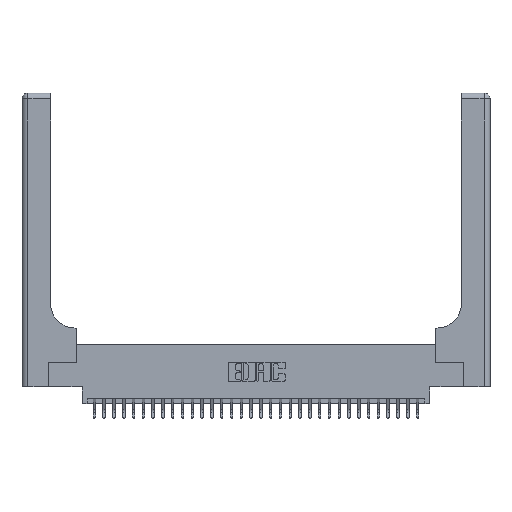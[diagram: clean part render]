
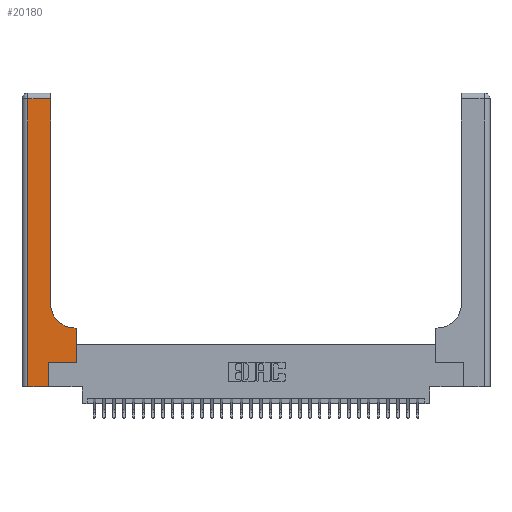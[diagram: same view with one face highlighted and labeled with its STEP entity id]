
A CAD part, top view. The second image highlights one B-rep face of the part: STEP entity #20180.
In plain terms, the highlighted planar face has unit normal (0, 0, 1).
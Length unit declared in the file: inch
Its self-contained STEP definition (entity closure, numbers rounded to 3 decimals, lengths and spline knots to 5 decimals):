
#792 = ORIENTED_EDGE ( 'NONE', *, *, #9378, .T. ) ;
#991 = ORIENTED_EDGE ( 'NONE', *, *, #19175, .T. ) ;
#1183 = VERTEX_POINT ( 'NONE', #11903 ) ;
#1226 = DIRECTION ( 'NONE',  ( 0., 0., -1. ) ) ;
#1516 = CARTESIAN_POINT ( 'NONE',  ( 0.5415, 0.85, 0.37 ) ) ;
#1607 = AXIS2_PLACEMENT_3D ( 'NONE', #1516, #12624, #22958 ) ;
#1610 = CARTESIAN_POINT ( 'NONE',  ( 0.2915, 0.6, 0.37 ) ) ;
#1852 = VECTOR ( 'NONE', #20742, 39.37008 ) ;
#2773 = ORIENTED_EDGE ( 'NONE', *, *, #26337, .T. ) ;
#3622 = PLANE ( 'NONE',  #21403 ) ;
#4248 = CARTESIAN_POINT ( 'NONE',  ( 0.269, 0., 0.37 ) ) ;
#4633 = CARTESIAN_POINT ( 'NONE',  ( 0.5585, 0.25, 0.37 ) ) ;
#4909 = CIRCLE ( 'NONE', #1607, 0.25 ) ;
#6092 = DIRECTION ( 'NONE',  ( -1., 0., 0. ) ) ;
#8232 = CARTESIAN_POINT ( 'NONE',  ( 0., 0., 0.37 ) ) ;
#8288 = DIRECTION ( 'NONE',  ( 1., 0., 0. ) ) ;
#9053 = EDGE_CURVE ( 'NONE', #18145, #11224, #15358, .T. ) ;
#9073 = VECTOR ( 'NONE', #26093, 39.37008 ) ;
#9345 = VERTEX_POINT ( 'NONE', #4248 ) ;
#9378 = EDGE_CURVE ( 'NONE', #28805, #18145, #4909, .T. ) ;
#10167 = EDGE_CURVE ( 'NONE', #10553, #9345, #26959, .T. ) ;
#10262 = LINE ( 'NONE', #4633, #27548 ) ;
#10492 = FACE_OUTER_BOUND ( 'NONE', #28193, .T. ) ;
#10553 = VERTEX_POINT ( 'NONE', #16276 ) ;
#11101 = LINE ( 'NONE', #28296, #1852 ) ;
#11224 = VERTEX_POINT ( 'NONE', #31550 ) ;
#11903 = CARTESIAN_POINT ( 'NONE',  ( 0.5585, 0.25, 0.37 ) ) ;
#12624 = DIRECTION ( 'NONE',  ( 0., 0., -1. ) ) ;
#13120 = CARTESIAN_POINT ( 'NONE',  ( 0.06, 2.94, 0.37 ) ) ;
#13707 = ORIENTED_EDGE ( 'NONE', *, *, #9053, .T. ) ;
#13914 = CARTESIAN_POINT ( 'NONE',  ( 0.2915, 0.85, 0.37 ) ) ;
#14301 = EDGE_CURVE ( 'NONE', #31719, #28805, #18210, .T. ) ;
#14315 = DIRECTION ( 'NONE',  ( -1., 0., 0. ) ) ;
#14322 = DIRECTION ( 'NONE',  ( 0., 1., 0. ) ) ;
#15358 = LINE ( 'NONE', #16020, #25818 ) ;
#15898 = LINE ( 'NONE', #23851, #9073 ) ;
#16020 = CARTESIAN_POINT ( 'NONE',  ( 0.2915, 3., 0.37 ) ) ;
#16276 = CARTESIAN_POINT ( 'NONE',  ( 0.06, 0., 0.37 ) ) ;
#16706 = EDGE_CURVE ( 'NONE', #11224, #32278, #11101, .T. ) ;
#16773 = VECTOR ( 'NONE', #8288, 39.37008 ) ;
#17675 = CARTESIAN_POINT ( 'NONE',  ( 0.269, 0.25, 0.37 ) ) ;
#17761 = EDGE_CURVE ( 'NONE', #1183, #31719, #10262, .T. ) ;
#18145 = VERTEX_POINT ( 'NONE', #13914 ) ;
#18210 = LINE ( 'NONE', #1610, #24688 ) ;
#18587 = CARTESIAN_POINT ( 'NONE',  ( 0.269, 0.25, 0.37 ) ) ;
#18650 = DIRECTION ( 'NONE',  ( 1., 0., 0. ) ) ;
#19175 = EDGE_CURVE ( 'NONE', #9345, #30574, #29894, .T. ) ;
#19368 = CARTESIAN_POINT ( 'NONE',  ( 0.269, 0., 0.37 ) ) ;
#19422 = VECTOR ( 'NONE', #14322, 39.37008 ) ;
#20079 = VECTOR ( 'NONE', #18650, 39.37008 ) ;
#20180 = ADVANCED_FACE ( 'NONE', ( #10492 ), #3622, .F. ) ;
#20742 = DIRECTION ( 'NONE',  ( -1., 0., 0. ) ) ;
#21285 = ORIENTED_EDGE ( 'NONE', *, *, #27086, .T. ) ;
#21403 = AXIS2_PLACEMENT_3D ( 'NONE', #31941, #1226, #6092 ) ;
#21699 = CARTESIAN_POINT ( 'NONE',  ( 0.5585, 0.6, 0.37 ) ) ;
#22651 = ORIENTED_EDGE ( 'NONE', *, *, #14301, .T. ) ;
#22697 = DIRECTION ( 'NONE',  ( 0., 1., 0. ) ) ;
#22958 = DIRECTION ( 'NONE',  ( 1., 0., 0. ) ) ;
#23189 = LINE ( 'NONE', #18587, #16773 ) ;
#23851 = CARTESIAN_POINT ( 'NONE',  ( 0.06, 3., 0.37 ) ) ;
#24688 = VECTOR ( 'NONE', #14315, 39.37008 ) ;
#25818 = VECTOR ( 'NONE', #26158, 39.37008 ) ;
#26093 = DIRECTION ( 'NONE',  ( 0., -1., 0. ) ) ;
#26158 = DIRECTION ( 'NONE',  ( 0., 1., 0. ) ) ;
#26337 = EDGE_CURVE ( 'NONE', #30574, #1183, #23189, .T. ) ;
#26959 = LINE ( 'NONE', #8232, #20079 ) ;
#27086 = EDGE_CURVE ( 'NONE', #32278, #10553, #15898, .T. ) ;
#27342 = ORIENTED_EDGE ( 'NONE', *, *, #10167, .T. ) ;
#27548 = VECTOR ( 'NONE', #22697, 39.37008 ) ;
#28193 = EDGE_LOOP ( 'NONE', ( #13707, #28563, #21285, #27342, #991, #2773, #31624, #22651, #792 ) ) ;
#28296 = CARTESIAN_POINT ( 'NONE',  ( 0., 2.94, 0.37 ) ) ;
#28563 = ORIENTED_EDGE ( 'NONE', *, *, #16706, .T. ) ;
#28805 = VERTEX_POINT ( 'NONE', #32559 ) ;
#29894 = LINE ( 'NONE', #19368, #19422 ) ;
#30574 = VERTEX_POINT ( 'NONE', #17675 ) ;
#31550 = CARTESIAN_POINT ( 'NONE',  ( 0.2915, 2.94, 0.37 ) ) ;
#31624 = ORIENTED_EDGE ( 'NONE', *, *, #17761, .T. ) ;
#31719 = VERTEX_POINT ( 'NONE', #21699 ) ;
#31941 = CARTESIAN_POINT ( 'NONE',  ( 0., 3., 0.37 ) ) ;
#32278 = VERTEX_POINT ( 'NONE', #13120 ) ;
#32559 = CARTESIAN_POINT ( 'NONE',  ( 0.5415, 0.6, 0.37 ) ) ;
